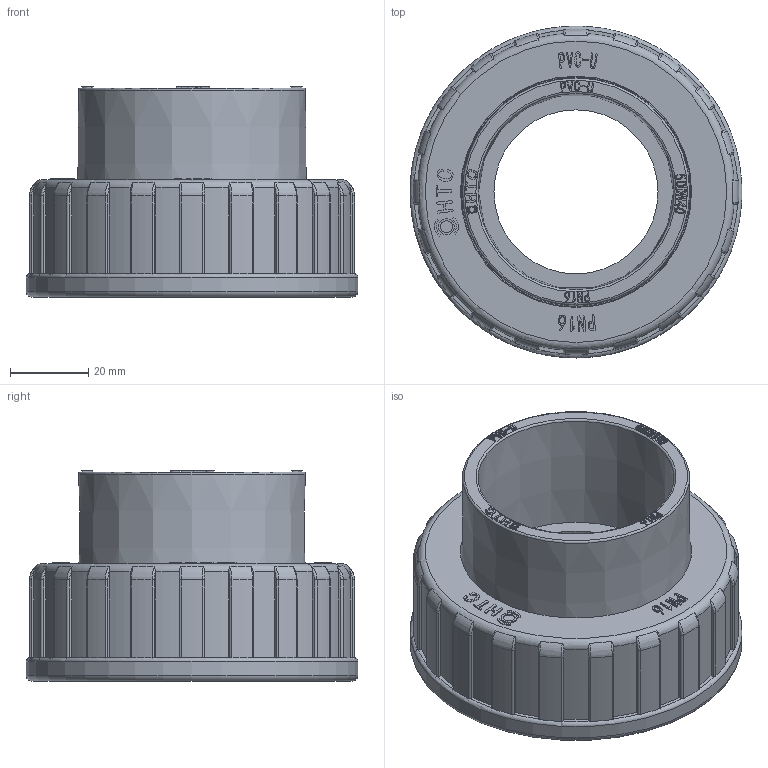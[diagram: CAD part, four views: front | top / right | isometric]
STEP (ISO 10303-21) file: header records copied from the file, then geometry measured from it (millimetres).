
FILE_DESCRIPTION(/* description */ (''),/* implementation_level */ '2;1');
FILE_NAME(/* name */ 'AFS606.068.050.step',/* time_stamp */ '2025-12-12T13:42:19+01:00',/* author */ (''),/* organization */ (''),/* preprocessor_version */ 'ST-DEVELOPER v20.1',/* originating_system */ 'Autodesk Translation Framework v14.21.0.0',/* authorisation */ '');
FILE_SCHEMA (('AUTOMOTIVE_DESIGN { 1 0 10303 214 3 1 1 }'));
Length unit declared in the file: millimetre
Products named in the file (1): 2025-12-10-10-52-34-902
Bounding box: 85 x 85 x 53.8 mm (x, y, z)
Volume: 98951.4 mm3; surface area: 41620.2 mm2
Topology: 3 solids, 3 shells, 1498 faces, 4283 edges, 2841 vertices
Faces by surface type: plane 1295, cylinder 118, bspline 55, torus 27, cone 3
Full cylindrical faces by diameter (mm): 1.377 x1, 1.836 x1, 3.06 x1, 4.08 x1, 42 x1, 48 x1, 60 x1, 62.752 x9, 62.8 x1, 65.71 x9, 85 x1
Entity records: 65514 total; most frequent: CARTESIAN_POINT 26680, ORIENTED_EDGE 8564, DIRECTION 7246, EDGE_CURVE 4282, LINE 3746, VECTOR 3746, VERTEX_POINT 2841, AXIS2_PLACEMENT_3D 1750
